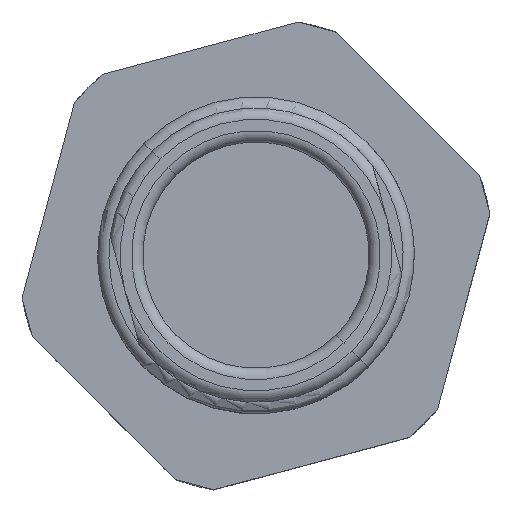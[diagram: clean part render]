
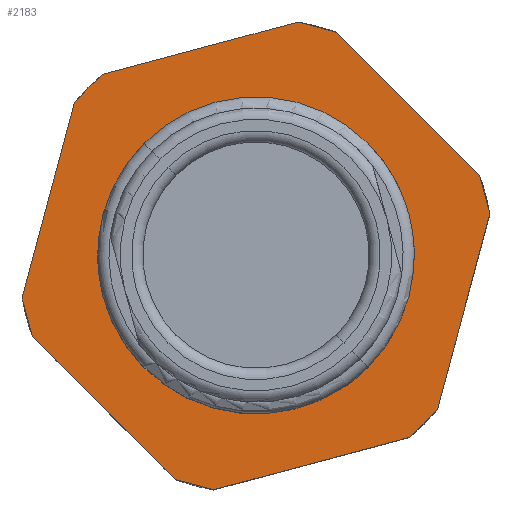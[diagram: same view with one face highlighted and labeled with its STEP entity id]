
A CAD part, top view. The second image highlights one B-rep face of the part: STEP entity #2183.
In plain terms, the highlighted planar face has unit normal (0, 0, 1).
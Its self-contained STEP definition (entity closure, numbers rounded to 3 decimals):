
#1995=AXIS2_PLACEMENT_3D('Circle Axis2P3D',#1993,#1994,$) ;
#2039=AXIS2_PLACEMENT_3D('Plane Axis2P3D',#2036,#2037,#2038) ;
#1983=CARTESIAN_POINT('Vertex',(14.576,6.091,20.8)) ;
#1990=CARTESIAN_POINT('Vertex',(6.091,14.576,20.8)) ;
#1993=CARTESIAN_POINT('Axis2P3D Location',(10.334,10.334,20.8)) ;
#2012=CARTESIAN_POINT('Control Point',(6.091,14.576,20.8)) ;
#2013=CARTESIAN_POINT('Control Point',(6.758,15.243,20.8)) ;
#2014=CARTESIAN_POINT('Control Point',(7.555,15.778,20.8)) ;
#2015=CARTESIAN_POINT('Control Point',(8.449,16.149,20.8)) ;
#2016=CARTESIAN_POINT('Control Point',(10.334,16.519,20.8)) ;
#2017=CARTESIAN_POINT('Control Point',(12.219,16.149,20.8)) ;
#2018=CARTESIAN_POINT('Control Point',(13.113,15.778,20.8)) ;
#2019=CARTESIAN_POINT('Control Point',(14.707,14.707,20.8)) ;
#2020=CARTESIAN_POINT('Control Point',(15.778,13.113,20.8)) ;
#2021=CARTESIAN_POINT('Control Point',(16.149,12.219,20.8)) ;
#2022=CARTESIAN_POINT('Control Point',(16.519,10.334,20.8)) ;
#2023=CARTESIAN_POINT('Control Point',(16.149,8.449,20.8)) ;
#2024=CARTESIAN_POINT('Control Point',(15.778,7.555,20.8)) ;
#2025=CARTESIAN_POINT('Control Point',(15.243,6.758,20.8)) ;
#2026=CARTESIAN_POINT('Control Point',(14.576,6.091,20.8)) ;
#2036=CARTESIAN_POINT('Axis2P3D Location',(2.909,17.758,20.8)) ;
#2042=CARTESIAN_POINT('Control Point',(0.454,6.779,20.8)) ;
#2043=CARTESIAN_POINT('Control Point',(0.335,7.109,20.8)) ;
#2044=CARTESIAN_POINT('Control Point',(0.23,7.444,20.8)) ;
#2045=CARTESIAN_POINT('Control Point',(0.139,7.784,20.8)) ;
#2046=CARTESIAN_POINT('Control Point',(0.062,8.127,20.8)) ;
#2047=CARTESIAN_POINT('Control Point',(0.,8.473,20.8)) ;
#2048=CARTESIAN_POINT('Vertex',(0.454,6.779,20.8)) ;
#2050=CARTESIAN_POINT('Vertex',(0.,8.473,20.8)) ;
#2053=CARTESIAN_POINT('Line Origine',(3.616,3.616,20.8)) ;
#2057=CARTESIAN_POINT('Vertex',(6.779,0.454,20.8)) ;
#2061=CARTESIAN_POINT('Control Point',(8.473,0.,20.8)) ;
#2062=CARTESIAN_POINT('Control Point',(8.127,0.062,20.8)) ;
#2063=CARTESIAN_POINT('Control Point',(7.784,0.139,20.8)) ;
#2064=CARTESIAN_POINT('Control Point',(7.444,0.23,20.8)) ;
#2065=CARTESIAN_POINT('Control Point',(7.109,0.335,20.8)) ;
#2066=CARTESIAN_POINT('Control Point',(6.779,0.454,20.8)) ;
#2067=CARTESIAN_POINT('Vertex',(8.473,0.,20.8)) ;
#2070=CARTESIAN_POINT('Line Origine',(12.793,1.157,20.8)) ;
#2074=CARTESIAN_POINT('Vertex',(17.112,2.315,20.8)) ;
#2078=CARTESIAN_POINT('Control Point',(17.758,2.909,20.8)) ;
#2079=CARTESIAN_POINT('Control Point',(17.634,2.785,20.8)) ;
#2080=CARTESIAN_POINT('Control Point',(17.507,2.663,20.8)) ;
#2081=CARTESIAN_POINT('Control Point',(17.378,2.544,20.8)) ;
#2082=CARTESIAN_POINT('Control Point',(17.246,2.428,20.8)) ;
#2083=CARTESIAN_POINT('Control Point',(17.112,2.315,20.8)) ;
#2084=CARTESIAN_POINT('Vertex',(17.758,2.909,20.8)) ;
#2088=CARTESIAN_POINT('Control Point',(18.353,3.555,20.8)) ;
#2089=CARTESIAN_POINT('Control Point',(18.239,3.421,20.8)) ;
#2090=CARTESIAN_POINT('Control Point',(18.123,3.29,20.8)) ;
#2091=CARTESIAN_POINT('Control Point',(18.004,3.16,20.8)) ;
#2092=CARTESIAN_POINT('Control Point',(17.883,3.033,20.8)) ;
#2093=CARTESIAN_POINT('Control Point',(17.758,2.909,20.8)) ;
#2094=CARTESIAN_POINT('Vertex',(18.353,3.555,20.8)) ;
#2097=CARTESIAN_POINT('Line Origine',(19.51,7.875,20.8)) ;
#2101=CARTESIAN_POINT('Vertex',(20.668,12.195,20.8)) ;
#2105=CARTESIAN_POINT('Control Point',(20.214,13.889,20.8)) ;
#2106=CARTESIAN_POINT('Control Point',(20.332,13.559,20.8)) ;
#2107=CARTESIAN_POINT('Control Point',(20.437,13.223,20.8)) ;
#2108=CARTESIAN_POINT('Control Point',(20.529,12.883,20.8)) ;
#2109=CARTESIAN_POINT('Control Point',(20.605,12.54,20.8)) ;
#2110=CARTESIAN_POINT('Control Point',(20.668,12.195,20.8)) ;
#2111=CARTESIAN_POINT('Vertex',(20.214,13.889,20.8)) ;
#2114=CARTESIAN_POINT('Line Origine',(17.051,17.051,20.8)) ;
#2118=CARTESIAN_POINT('Vertex',(13.889,20.214,20.8)) ;
#2122=CARTESIAN_POINT('Control Point',(12.195,20.668,20.8)) ;
#2123=CARTESIAN_POINT('Control Point',(12.54,20.605,20.8)) ;
#2124=CARTESIAN_POINT('Control Point',(12.883,20.529,20.8)) ;
#2125=CARTESIAN_POINT('Control Point',(13.223,20.437,20.8)) ;
#2126=CARTESIAN_POINT('Control Point',(13.559,20.332,20.8)) ;
#2127=CARTESIAN_POINT('Control Point',(13.889,20.214,20.8)) ;
#2128=CARTESIAN_POINT('Vertex',(12.195,20.668,20.8)) ;
#2131=CARTESIAN_POINT('Line Origine',(7.875,19.51,20.8)) ;
#2135=CARTESIAN_POINT('Vertex',(3.555,18.353,20.8)) ;
#2139=CARTESIAN_POINT('Control Point',(2.909,17.758,20.8)) ;
#2140=CARTESIAN_POINT('Control Point',(3.033,17.883,20.8)) ;
#2141=CARTESIAN_POINT('Control Point',(3.16,18.004,20.8)) ;
#2142=CARTESIAN_POINT('Control Point',(3.29,18.123,20.8)) ;
#2143=CARTESIAN_POINT('Control Point',(3.421,18.239,20.8)) ;
#2144=CARTESIAN_POINT('Control Point',(3.555,18.353,20.8)) ;
#2145=CARTESIAN_POINT('Vertex',(2.909,17.758,20.8)) ;
#2149=CARTESIAN_POINT('Control Point',(2.315,17.112,20.8)) ;
#2150=CARTESIAN_POINT('Control Point',(2.428,17.246,20.8)) ;
#2151=CARTESIAN_POINT('Control Point',(2.544,17.378,20.8)) ;
#2152=CARTESIAN_POINT('Control Point',(2.663,17.507,20.8)) ;
#2153=CARTESIAN_POINT('Control Point',(2.785,17.634,20.8)) ;
#2154=CARTESIAN_POINT('Control Point',(2.909,17.758,20.8)) ;
#2155=CARTESIAN_POINT('Vertex',(2.315,17.112,20.8)) ;
#2158=CARTESIAN_POINT('Line Origine',(1.157,12.793,20.8)) ;
#1994=DIRECTION('Axis2P3D Direction',(0.,0.,-1.)) ;
#2037=DIRECTION('Axis2P3D Direction',(0.,0.,1.)) ;
#2038=DIRECTION('Axis2P3D XDirection',(0.707,-0.707,0.)) ;
#2054=DIRECTION('Vector Direction',(0.707,-0.707,0.)) ;
#2071=DIRECTION('Vector Direction',(0.966,0.259,0.)) ;
#2098=DIRECTION('Vector Direction',(0.259,0.966,0.)) ;
#2115=DIRECTION('Vector Direction',(-0.707,0.707,0.)) ;
#2132=DIRECTION('Vector Direction',(-0.966,-0.259,0.)) ;
#2159=DIRECTION('Vector Direction',(-0.259,-0.966,0.)) ;
#2055=VECTOR('Line Direction',#2054,1.) ;
#2072=VECTOR('Line Direction',#2071,1.) ;
#2099=VECTOR('Line Direction',#2098,1.) ;
#2116=VECTOR('Line Direction',#2115,1.) ;
#2133=VECTOR('Line Direction',#2132,1.) ;
#2160=VECTOR('Line Direction',#2159,1.) ;
#2164=ORIENTED_EDGE('',*,*,#2052,.F.) ;
#2165=ORIENTED_EDGE('',*,*,#2059,.T.) ;
#2166=ORIENTED_EDGE('',*,*,#2069,.F.) ;
#2167=ORIENTED_EDGE('',*,*,#2076,.T.) ;
#2168=ORIENTED_EDGE('',*,*,#2086,.F.) ;
#2169=ORIENTED_EDGE('',*,*,#2096,.F.) ;
#2170=ORIENTED_EDGE('',*,*,#2103,.T.) ;
#2171=ORIENTED_EDGE('',*,*,#2113,.F.) ;
#2172=ORIENTED_EDGE('',*,*,#2120,.T.) ;
#2173=ORIENTED_EDGE('',*,*,#2130,.F.) ;
#2174=ORIENTED_EDGE('',*,*,#2137,.T.) ;
#2175=ORIENTED_EDGE('',*,*,#2147,.F.) ;
#2176=ORIENTED_EDGE('',*,*,#2157,.F.) ;
#2177=ORIENTED_EDGE('',*,*,#2162,.T.) ;
#2180=ORIENTED_EDGE('',*,*,#2027,.T.) ;
#2181=ORIENTED_EDGE('',*,*,#1997,.T.) ;
#2182=FACE_BOUND('',#2179,.T.) ;
#2183=ADVANCED_FACE('MANIFOLD_SOLID_BREP #109',(#2178,#2182),#2040,.T.) ;
#2011=B_SPLINE_CURVE_WITH_KNOTS('',5,(#2012,#2013,#2014,#2015,#2016,#2017,#2018,#2019,#2020,#2021,#2022,#2023,#2024,#2025,#2026),.UNSPECIFIED.,.F.,.U.,(6,3,3,3,6),(-9.425,-4.712,0.,4.712,9.425),.UNSPECIFIED.) ;
#2041=B_SPLINE_CURVE_WITH_KNOTS('',5,(#2042,#2043,#2044,#2045,#2046,#2047),.UNSPECIFIED.,.F.,.U.,(6,6),(0.,2.482),.UNSPECIFIED.) ;
#2060=B_SPLINE_CURVE_WITH_KNOTS('',5,(#2061,#2062,#2063,#2064,#2065,#2066),.UNSPECIFIED.,.F.,.U.,(6,6),(0.,2.482),.UNSPECIFIED.) ;
#2077=B_SPLINE_CURVE_WITH_KNOTS('',5,(#2078,#2079,#2080,#2081,#2082,#2083),.UNSPECIFIED.,.F.,.U.,(6,6),(1.241,2.482),.UNSPECIFIED.) ;
#2087=B_SPLINE_CURVE_WITH_KNOTS('',5,(#2088,#2089,#2090,#2091,#2092,#2093),.UNSPECIFIED.,.F.,.U.,(6,6),(0.,1.241),.UNSPECIFIED.) ;
#2104=B_SPLINE_CURVE_WITH_KNOTS('',5,(#2105,#2106,#2107,#2108,#2109,#2110),.UNSPECIFIED.,.F.,.U.,(6,6),(0.,2.482),.UNSPECIFIED.) ;
#2121=B_SPLINE_CURVE_WITH_KNOTS('',5,(#2122,#2123,#2124,#2125,#2126,#2127),.UNSPECIFIED.,.F.,.U.,(6,6),(0.,2.482),.UNSPECIFIED.) ;
#2138=B_SPLINE_CURVE_WITH_KNOTS('',5,(#2139,#2140,#2141,#2142,#2143,#2144),.UNSPECIFIED.,.F.,.U.,(6,6),(1.241,2.482),.UNSPECIFIED.) ;
#2148=B_SPLINE_CURVE_WITH_KNOTS('',5,(#2149,#2150,#2151,#2152,#2153,#2154),.UNSPECIFIED.,.F.,.U.,(6,6),(0.,1.241),.UNSPECIFIED.) ;
#1996=CIRCLE('generated circle',#1995,6.) ;
#1997=EDGE_CURVE('',#1984,#1991,#1996,.T.) ;
#2027=EDGE_CURVE('',#1991,#1984,#2011,.T.) ;
#2052=EDGE_CURVE('',#2049,#2051,#2041,.T.) ;
#2059=EDGE_CURVE('',#2049,#2058,#2056,.T.) ;
#2069=EDGE_CURVE('',#2068,#2058,#2060,.T.) ;
#2076=EDGE_CURVE('',#2068,#2075,#2073,.T.) ;
#2086=EDGE_CURVE('',#2085,#2075,#2077,.T.) ;
#2096=EDGE_CURVE('',#2095,#2085,#2087,.T.) ;
#2103=EDGE_CURVE('',#2095,#2102,#2100,.T.) ;
#2113=EDGE_CURVE('',#2112,#2102,#2104,.T.) ;
#2120=EDGE_CURVE('',#2112,#2119,#2117,.T.) ;
#2130=EDGE_CURVE('',#2129,#2119,#2121,.T.) ;
#2137=EDGE_CURVE('',#2129,#2136,#2134,.T.) ;
#2147=EDGE_CURVE('',#2146,#2136,#2138,.T.) ;
#2157=EDGE_CURVE('',#2156,#2146,#2148,.T.) ;
#2162=EDGE_CURVE('',#2156,#2051,#2161,.T.) ;
#2163=EDGE_LOOP('',(#2164,#2165,#2166,#2167,#2168,#2169,#2170,#2171,#2172,#2173,#2174,#2175,#2176,#2177)) ;
#2179=EDGE_LOOP('',(#2180,#2181)) ;
#2178=FACE_OUTER_BOUND('',#2163,.T.) ;
#2056=LINE('Line',#2053,#2055) ;
#2073=LINE('Line',#2070,#2072) ;
#2100=LINE('Line',#2097,#2099) ;
#2117=LINE('Line',#2114,#2116) ;
#2134=LINE('Line',#2131,#2133) ;
#2161=LINE('Line',#2158,#2160) ;
#2040=PLANE('',#2039) ;
#1984=VERTEX_POINT('',#1983) ;
#1991=VERTEX_POINT('',#1990) ;
#2049=VERTEX_POINT('',#2048) ;
#2051=VERTEX_POINT('',#2050) ;
#2058=VERTEX_POINT('',#2057) ;
#2068=VERTEX_POINT('',#2067) ;
#2075=VERTEX_POINT('',#2074) ;
#2085=VERTEX_POINT('',#2084) ;
#2095=VERTEX_POINT('',#2094) ;
#2102=VERTEX_POINT('',#2101) ;
#2112=VERTEX_POINT('',#2111) ;
#2119=VERTEX_POINT('',#2118) ;
#2129=VERTEX_POINT('',#2128) ;
#2136=VERTEX_POINT('',#2135) ;
#2146=VERTEX_POINT('',#2145) ;
#2156=VERTEX_POINT('',#2155) ;
